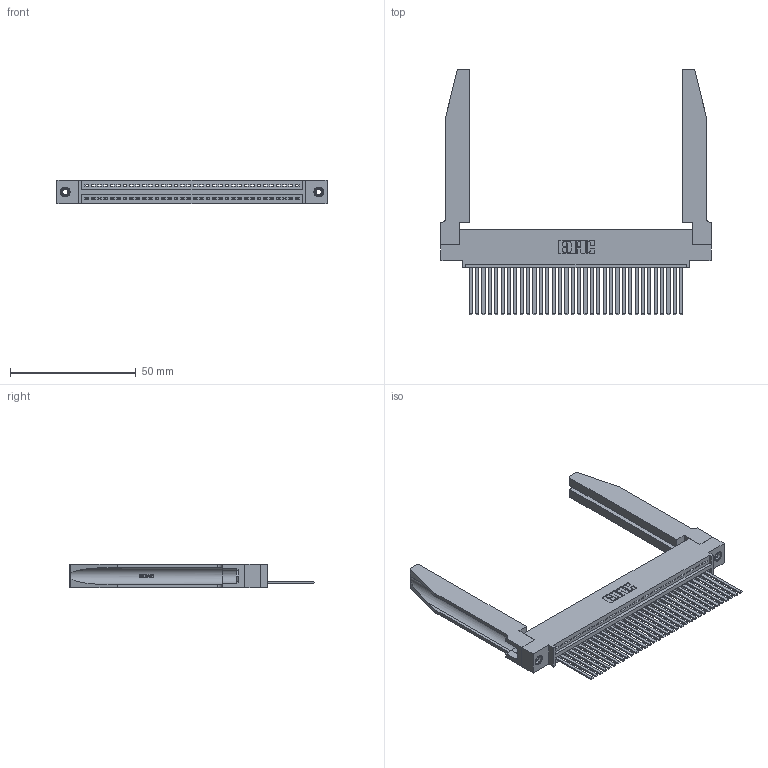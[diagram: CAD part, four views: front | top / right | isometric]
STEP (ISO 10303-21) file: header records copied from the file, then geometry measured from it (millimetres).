
FILE_DESCRIPTION (( 'STEP AP203' ), '1' );
FILE_NAME ('345-034-544-478.STEP', '2019-10-07T19:46:44', ( '' ), ( '' ), 'SwSTEP 2.0', 'SolidWorks 2016', '' );
FILE_SCHEMA (( 'CONFIG_CONTROL_DESIGN' ));
Length unit declared in the file: inch
Products named in the file (5): 345-250-001_345-250-001-102; 345-220-078_345-220-078; 345-034-544-478; 345 Part_0.110 Offset - 0.156 Dia-TH; 345-292-001_345-293-144
Assembly tree (39 placements, depth 2):
  345-034-544-478
    345 Part_0.110 Offset - 0.156 Dia-TH
    345-292-001_345-293-144  x34
    345-250-001_345-250-001-102  x2
    345-220-078_345-220-078  x2
Bounding box: 107.59 x 97.71 x 9.4 mm (x, y, z)
Volume: 18244.8 mm3; surface area: 21920.3 mm2
Topology: 39 solids, 39 shells, 2132 faces, 6333 edges, 4166 vertices
Faces by surface type: plane 1450, cylinder 630, bspline 36, cone 12, torus 4
Entity records: 31354 total; most frequent: CARTESIAN_POINT 6329, ORIENTED_EDGE 5194, DIRECTION 4543, EDGE_CURVE 2597, VECTOR 2239, LINE 2239, VERTEX_POINT 1724, AXIS2_PLACEMENT_3D 1152
